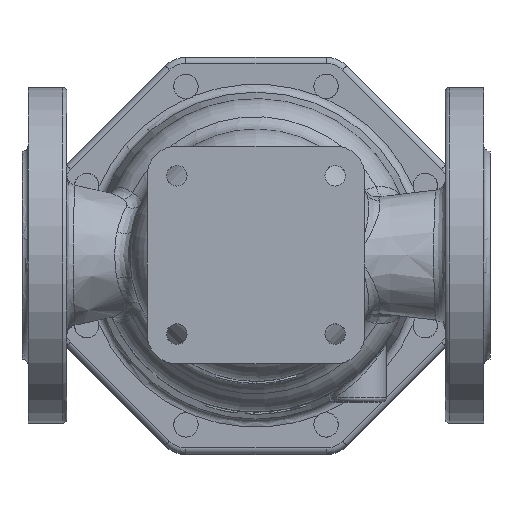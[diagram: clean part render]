
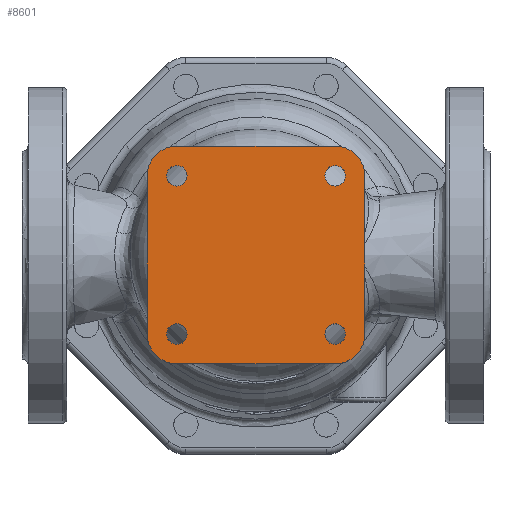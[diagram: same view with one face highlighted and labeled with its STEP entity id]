
A CAD part, top view. The second image highlights one B-rep face of the part: STEP entity #8601.
In plain terms, the highlighted planar face has unit normal (0, 0, 1).
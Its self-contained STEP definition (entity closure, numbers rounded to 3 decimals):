
#531=FACE_BOUND('',#2054,.T.);
#532=FACE_BOUND('',#2055,.T.);
#533=FACE_BOUND('',#2056,.T.);
#534=FACE_BOUND('',#2057,.T.);
#752=PLANE('',#9502);
#1336=FACE_OUTER_BOUND('',#2053,.T.);
#2053=EDGE_LOOP('',(#7909,#7910,#7911,#7912,#7913,#7914,#7915,#7916));
#2054=EDGE_LOOP('',(#7917));
#2055=EDGE_LOOP('',(#7918));
#2056=EDGE_LOOP('',(#7919));
#2057=EDGE_LOOP('',(#7920));
#2531=LINE('',#19632,#3039);
#2535=LINE('',#19641,#3043);
#2564=LINE('',#19851,#3072);
#2565=LINE('',#19853,#3073);
#3039=VECTOR('',#11596,77.782);
#3043=VECTOR('',#11606,77.782);
#3072=VECTOR('',#11805,77.782);
#3073=VECTOR('',#11808,77.782);
#3499=CIRCLE('',#9414,14.609);
#3500=CIRCLE('',#9417,14.609);
#3534=CIRCLE('',#9489,5.053);
#3535=CIRCLE('',#9491,5.053);
#3536=CIRCLE('',#9493,5.053);
#3537=CIRCLE('',#9495,5.053);
#3538=CIRCLE('',#9497,14.609);
#3539=CIRCLE('',#9499,14.609);
#4303=VERTEX_POINT('',#19629);
#4304=VERTEX_POINT('',#19631);
#4305=VERTEX_POINT('',#19635);
#4306=VERTEX_POINT('',#19639);
#4307=VERTEX_POINT('',#19643);
#4332=VERTEX_POINT('',#19829);
#4333=VERTEX_POINT('',#19832);
#4334=VERTEX_POINT('',#19835);
#4335=VERTEX_POINT('',#19838);
#4336=VERTEX_POINT('',#19841);
#4337=VERTEX_POINT('',#19845);
#4338=VERTEX_POINT('',#19847);
#5453=EDGE_CURVE('',#4303,#4304,#2531,.T.);
#5456=EDGE_CURVE('',#4303,#4305,#3499,.T.);
#5458=EDGE_CURVE('',#4306,#4305,#2535,.T.);
#5460=EDGE_CURVE('',#4306,#4307,#3500,.T.);
#5522=EDGE_CURVE('',#4332,#4332,#3534,.T.);
#5523=EDGE_CURVE('',#4333,#4333,#3535,.T.);
#5524=EDGE_CURVE('',#4334,#4334,#3536,.T.);
#5525=EDGE_CURVE('',#4335,#4335,#3537,.T.);
#5526=EDGE_CURVE('',#4336,#4304,#3538,.T.);
#5529=EDGE_CURVE('',#4338,#4337,#3539,.T.);
#5531=EDGE_CURVE('',#4336,#4337,#2564,.T.);
#5532=EDGE_CURVE('',#4338,#4307,#2565,.T.);
#7909=ORIENTED_EDGE('',*,*,#5456,.T.);
#7910=ORIENTED_EDGE('',*,*,#5458,.F.);
#7911=ORIENTED_EDGE('',*,*,#5460,.T.);
#7912=ORIENTED_EDGE('',*,*,#5532,.F.);
#7913=ORIENTED_EDGE('',*,*,#5529,.T.);
#7914=ORIENTED_EDGE('',*,*,#5531,.F.);
#7915=ORIENTED_EDGE('',*,*,#5526,.T.);
#7916=ORIENTED_EDGE('',*,*,#5453,.F.);
#7917=ORIENTED_EDGE('',*,*,#5522,.T.);
#7918=ORIENTED_EDGE('',*,*,#5523,.T.);
#7919=ORIENTED_EDGE('',*,*,#5524,.T.);
#7920=ORIENTED_EDGE('',*,*,#5525,.T.);
#8601=ADVANCED_FACE('',(#1336,#531,#532,#533,#534),#752,.F.);
#9414=AXIS2_PLACEMENT_3D('',#19637,#11601,#11602);
#9417=AXIS2_PLACEMENT_3D('',#19645,#11610,#11611);
#9489=AXIS2_PLACEMENT_3D('',#19830,#11778,#11779);
#9491=AXIS2_PLACEMENT_3D('',#19833,#11782,#11783);
#9493=AXIS2_PLACEMENT_3D('',#19836,#11786,#11787);
#9495=AXIS2_PLACEMENT_3D('',#19839,#11790,#11791);
#9497=AXIS2_PLACEMENT_3D('',#19842,#11794,#11795);
#9499=AXIS2_PLACEMENT_3D('',#19848,#11800,#11801);
#9502=AXIS2_PLACEMENT_3D('',#19854,#11809,#11810);
#11596=DIRECTION('',(0.,-1.,0.));
#11601=DIRECTION('center_axis',(0.,0.,
1.));
#11602=DIRECTION('ref_axis',(0.,1.,0.));
#11606=DIRECTION('',(1.,0.,0.));
#11610=DIRECTION('center_axis',(0.,0.,
1.));
#11611=DIRECTION('ref_axis',(-1.,0.,0.));
#11778=DIRECTION('center_axis',(0.,0.,
-1.));
#11779=DIRECTION('ref_axis',(0.,-1.,0.));
#11782=DIRECTION('center_axis',(0.,0.,
-1.));
#11783=DIRECTION('ref_axis',(-1.,0.,0.));
#11786=DIRECTION('center_axis',(0.,0.,
-1.));
#11787=DIRECTION('ref_axis',(0.,1.,0.));
#11790=DIRECTION('center_axis',(0.,0.,
-1.));
#11791=DIRECTION('ref_axis',(1.,0.,0.));
#11794=DIRECTION('center_axis',(0.,0.,
1.));
#11795=DIRECTION('ref_axis',(1.,0.,0.));
#11800=DIRECTION('center_axis',(0.,0.,
1.));
#11801=DIRECTION('ref_axis',(0.,-1.,0.));
#11805=DIRECTION('',(-1.,0.,0.));
#11808=DIRECTION('',(0.,1.,0.));
#11809=DIRECTION('center_axis',(0.,0.,
-1.));
#11810=DIRECTION('ref_axis',(-1.,0.,0.));
#19629=CARTESIAN_POINT('',(53.5,38.891,75.5));
#19631=CARTESIAN_POINT('',(53.5,-38.891,75.5));
#19632=CARTESIAN_POINT('',(53.5,53.5,75.5));
#19635=CARTESIAN_POINT('',(38.891,53.5,75.5));
#19637=CARTESIAN_POINT('Origin',(38.891,38.891,75.5));
#19639=CARTESIAN_POINT('',(-38.891,53.5,75.5));
#19641=CARTESIAN_POINT('',(-53.5,53.5,75.5));
#19643=CARTESIAN_POINT('',(-53.5,38.891,75.5));
#19645=CARTESIAN_POINT('Origin',(-38.891,38.891,75.5));
#19829=CARTESIAN_POINT('',(-38.891,33.838,75.5));
#19830=CARTESIAN_POINT('Origin',(-38.891,38.891,75.5));
#19832=CARTESIAN_POINT('',(33.838,38.891,75.5));
#19833=CARTESIAN_POINT('Origin',(38.891,38.891,75.5));
#19835=CARTESIAN_POINT('',(38.891,-33.838,75.5));
#19836=CARTESIAN_POINT('Origin',(38.891,-38.891,75.5));
#19838=CARTESIAN_POINT('',(-33.838,-38.891,75.5));
#19839=CARTESIAN_POINT('Origin',(-38.891,-38.891,75.5));
#19841=CARTESIAN_POINT('',(38.891,-53.5,75.5));
#19842=CARTESIAN_POINT('Origin',(38.891,-38.891,75.5));
#19845=CARTESIAN_POINT('',(-38.891,-53.5,75.5));
#19847=CARTESIAN_POINT('',(-53.5,-38.891,75.5));
#19848=CARTESIAN_POINT('Origin',(-38.891,-38.891,75.5));
#19851=CARTESIAN_POINT('',(53.5,-53.5,75.5));
#19853=CARTESIAN_POINT('',(-53.5,-53.5,75.5));
#19854=CARTESIAN_POINT('Origin',(0.,0.,
75.5));
